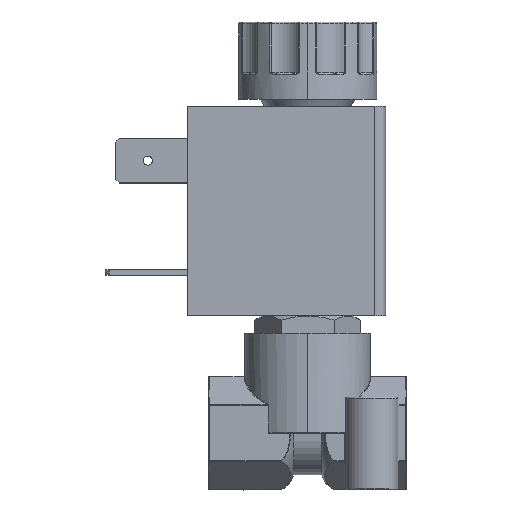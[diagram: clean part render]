
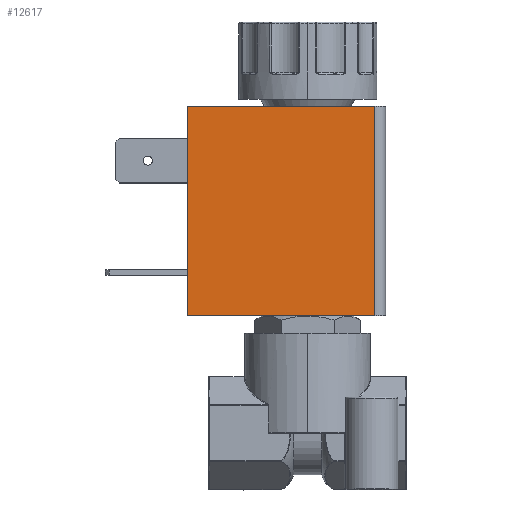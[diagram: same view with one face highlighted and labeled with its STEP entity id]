
A CAD part, top view. The second image highlights one B-rep face of the part: STEP entity #12617.
In plain terms, the highlighted planar face has unit normal (0, 0, 1).
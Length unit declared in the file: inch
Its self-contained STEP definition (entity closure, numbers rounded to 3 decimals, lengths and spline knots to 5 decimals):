
#207 = CARTESIAN_POINT ( 'NONE',  ( -0.66929, 0.65443, 0.435 ) ) ;
#934 = VECTOR ( 'NONE', #14569, 39.37008 ) ;
#943 = AXIS2_PLACEMENT_3D ( 'NONE', #207, #10131, #12572 ) ;
#1557 = VERTEX_POINT ( 'NONE', #5906 ) ;
#1735 = ORIENTED_EDGE ( 'NONE', *, *, #12210, .F. ) ;
#2753 = EDGE_CURVE ( 'NONE', #9363, #7891, #14466, .T. ) ;
#3727 = VECTOR ( 'NONE', #10569, 39.37008 ) ;
#4086 = ORIENTED_EDGE ( 'NONE', *, *, #12934, .F. ) ;
#4259 = CARTESIAN_POINT ( 'NONE',  ( -0.66929, 0.65443, 0.435 ) ) ;
#4473 = FACE_OUTER_BOUND ( 'NONE', #13491, .T. ) ;
#4756 = CARTESIAN_POINT ( 'NONE',  ( -0.66929, 0.65443, 0.435 ) ) ;
#5614 = EDGE_CURVE ( 'NONE', #8978, #1557, #7054, .T. ) ;
#5906 = CARTESIAN_POINT ( 'NONE',  ( -0.66929, 0.65443, 0.435 ) ) ;
#6742 = DIRECTION ( 'NONE',  ( 1., 0., 0. ) ) ;
#7054 = LINE ( 'NONE', #4756, #13687 ) ;
#7882 = CARTESIAN_POINT ( 'NONE',  ( -0.66929, 1.82143, 0.435 ) ) ;
#7891 = VERTEX_POINT ( 'NONE', #9816 ) ;
#8250 = CARTESIAN_POINT ( 'NONE',  ( 0.37471, 0.65443, 0.435 ) ) ;
#8528 = ORIENTED_EDGE ( 'NONE', *, *, #5614, .F. ) ;
#8978 = VERTEX_POINT ( 'NONE', #11497 ) ;
#9363 = VERTEX_POINT ( 'NONE', #7882 ) ;
#9816 = CARTESIAN_POINT ( 'NONE',  ( 0.37471, 1.82143, 0.435 ) ) ;
#10131 = DIRECTION ( 'NONE',  ( 0., 0., -1. ) ) ;
#10364 = VECTOR ( 'NONE', #6742, 39.37008 ) ;
#10425 = PLANE ( 'NONE',  #943 ) ;
#10429 = LINE ( 'NONE', #8250, #3727 ) ;
#10569 = DIRECTION ( 'NONE',  ( 0., -1., 0. ) ) ;
#10703 = ORIENTED_EDGE ( 'NONE', *, *, #2753, .F. ) ;
#11141 = CARTESIAN_POINT ( 'NONE',  ( -0.66929, 1.82143, 0.435 ) ) ;
#11497 = CARTESIAN_POINT ( 'NONE',  ( 0.37471, 0.65443, 0.435 ) ) ;
#12210 = EDGE_CURVE ( 'NONE', #1557, #9363, #13462, .T. ) ;
#12572 = DIRECTION ( 'NONE',  ( 0., 1., 0. ) ) ;
#12617 = ADVANCED_FACE ( 'Defeatured_0_205', ( #4473 ), #10425, .F. ) ;
#12915 = DIRECTION ( 'NONE',  ( -1., 0., 0. ) ) ;
#12934 = EDGE_CURVE ( 'NONE', #7891, #8978, #10429, .T. ) ;
#13462 = LINE ( 'NONE', #4259, #934 ) ;
#13491 = EDGE_LOOP ( 'NONE', ( #4086, #10703, #1735, #8528 ) ) ;
#13687 = VECTOR ( 'NONE', #12915, 39.37008 ) ;
#14466 = LINE ( 'NONE', #11141, #10364 ) ;
#14569 = DIRECTION ( 'NONE',  ( 0., 1., 0. ) ) ;
